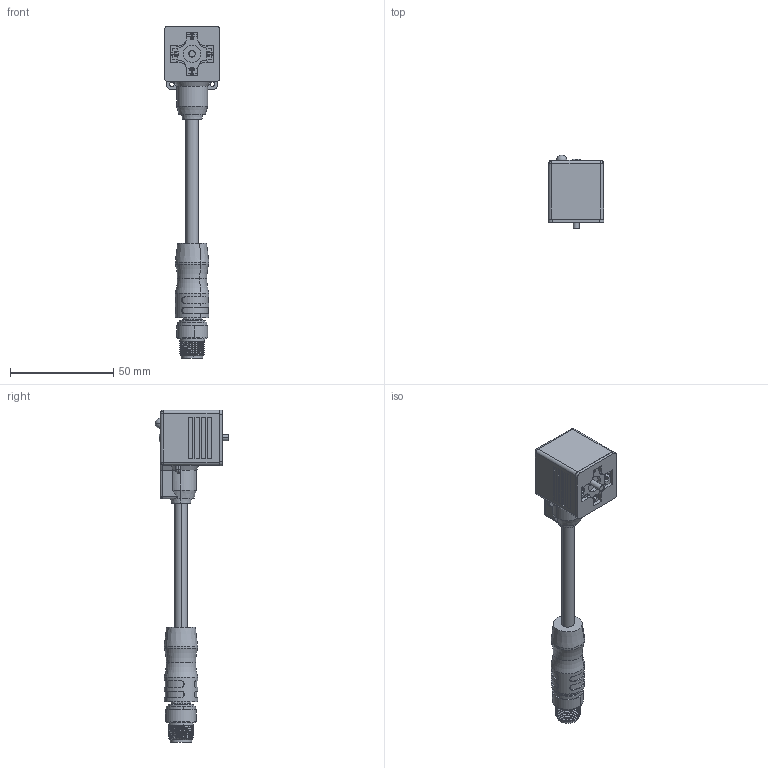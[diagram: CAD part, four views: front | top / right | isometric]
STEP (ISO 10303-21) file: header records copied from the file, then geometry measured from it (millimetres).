
FILE_DESCRIPTION (( 'STEP AP203' ), '1' );
FILE_NAME ('VA31-024-M12-2M-LV.STEP', '2025-04-10T02:51:10', ( '' ), ( '' ), 'SwSTEP 2.0', 'SolidWorks 2018', '' );
FILE_SCHEMA (( 'CONFIG_CONTROL_DESIGN' ));
Length unit declared in the file: millimetre
Products named in the file (1): VA31-024-M12-2M-LV
Bounding box: 27 x 35.7 x 160.55 mm (x, y, z)
Volume: 33489.7 mm3; surface area: 15522.3 mm2
Topology: 4 solids, 15 shells, 907 faces, 2405 edges, 1568 vertices
Faces by surface type: plane 569, cylinder 271, sphere 24, cone 23, bspline 13, torus 7
Entity records: 31993 total; most frequent: CARTESIAN_POINT 9290, ORIENTED_EDGE 4774, DIRECTION 4623, EDGE_CURVE 2387, VECTOR 1601, LINE 1601, VERTEX_POINT 1562, AXIS2_PLACEMENT_3D 1511
